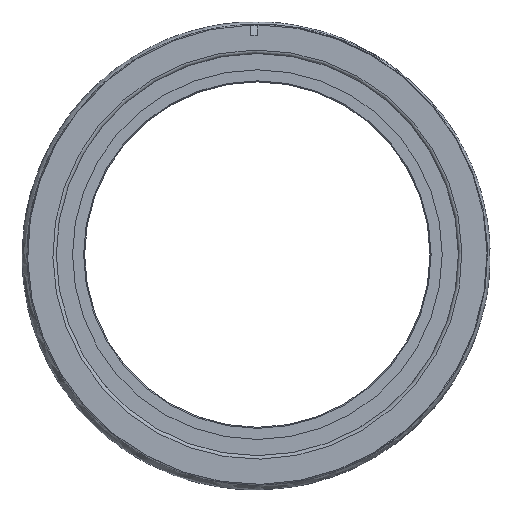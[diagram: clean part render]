
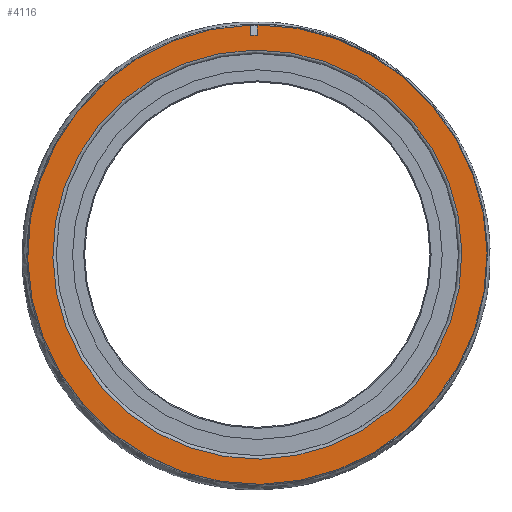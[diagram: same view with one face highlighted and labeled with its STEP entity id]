
A CAD part, left-side view. The second image highlights one B-rep face of the part: STEP entity #4116.
In plain terms, the highlighted planar face has unit normal (-1, 0, 0).
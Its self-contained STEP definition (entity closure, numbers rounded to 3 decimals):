
#169=LINE('',#6563,#373);
#176=LINE('',#6607,#380);
#177=LINE('',#6611,#381);
#373=VECTOR('',#5229,1000.);
#380=VECTOR('',#5284,1000.);
#381=VECTOR('',#5287,1000.);
#631=PLANE('',#4551);
#845=ORIENTED_EDGE('',*,*,#1917,.T.);
#846=ORIENTED_EDGE('',*,*,#1935,.T.);
#847=ORIENTED_EDGE('',*,*,#1936,.T.);
#848=ORIENTED_EDGE('',*,*,#1937,.T.);
#849=ORIENTED_EDGE('',*,*,#1934,.F.);
#1917=EDGE_CURVE('',#2492,#2491,#169,.T.);
#1934=EDGE_CURVE('',#2504,#2504,#2866,.T.);
#1935=EDGE_CURVE('',#2491,#2505,#176,.T.);
#1936=EDGE_CURVE('',#2505,#2506,#2867,.T.);
#1937=EDGE_CURVE('',#2506,#2492,#177,.T.);
#2491=VERTEX_POINT('',#6562);
#2492=VERTEX_POINT('',#6564);
#2504=VERTEX_POINT('',#6605);
#2505=VERTEX_POINT('',#6608);
#2506=VERTEX_POINT('',#6610);
#2866=CIRCLE('',#4550,59.2);
#2867=CIRCLE('',#4552,66.5);
#3226=EDGE_LOOP('',(#845,#846,#847,#848));
#3227=EDGE_LOOP('',(#849));
#3628=FACE_BOUND('',#3226,.T.);
#3629=FACE_BOUND('',#3227,.T.);
#4116=ADVANCED_FACE('',(#3628,#3629),#631,.F.);
#4550=AXIS2_PLACEMENT_3D('',#6604,#5280,#5281);
#4551=AXIS2_PLACEMENT_3D('',#6606,#5282,#5283);
#4552=AXIS2_PLACEMENT_3D('',#6609,#5285,#5286);
#5229=DIRECTION('',(0.,1.,-0.015));
#5280=DIRECTION('',(-1.,0.,0.));
#5281=DIRECTION('',(0.,0.015,1.));
#5282=DIRECTION('',(1.,0.,0.));
#5283=DIRECTION('',(0.,-0.015,-1.));
#5284=DIRECTION('',(0.,0.015,1.));
#5285=DIRECTION('',(-1.,0.,0.));
#5286=DIRECTION('',(0.,0.015,1.));
#5287=DIRECTION('',(0.,-0.015,-1.));
#6562=CARTESIAN_POINT('',(-32.,1.971,63.477));
#6563=CARTESIAN_POINT('',(-32.,0.971,63.493));
#6564=CARTESIAN_POINT('',(-32.,-0.028,63.508));
#6604=CARTESIAN_POINT('',(-32.,0.,0.));
#6605=CARTESIAN_POINT('',(-32.,0.906,59.193));
#6606=CARTESIAN_POINT('',(-32.,1.017,66.492));
#6607=CARTESIAN_POINT('',(-32.,2.017,66.477));
#6608=CARTESIAN_POINT('',(-32.,2.017,66.469));
#6609=CARTESIAN_POINT('',(-32.,0.,0.));
#6610=CARTESIAN_POINT('',(-32.,0.017,66.5));
#6611=CARTESIAN_POINT('',(-32.,0.017,66.508));
